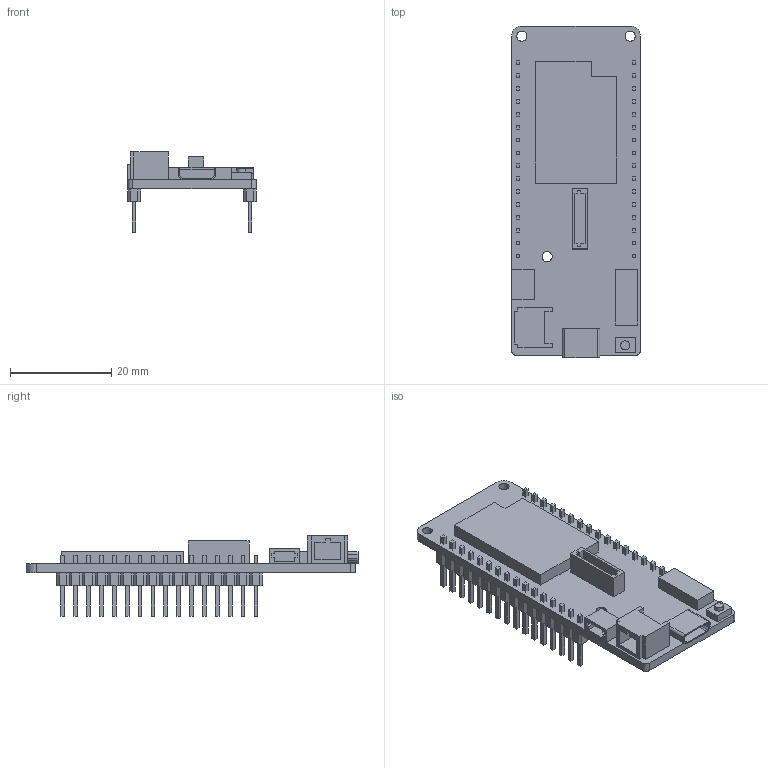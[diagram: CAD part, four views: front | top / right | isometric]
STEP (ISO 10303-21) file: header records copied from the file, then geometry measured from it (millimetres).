
FILE_DESCRIPTION(('FreeCAD Model'),'2;1');
FILE_NAME('wemos_lolin_d32_pro.step','2019-08-04T19:54:09',('Author') ,(''),'Open CASCADE STEP processor 7.3','FreeCAD','Unknown');
FILE_SCHEMA(('AUTOMOTIVE_DESIGN { 1 0 10303 214 1 1 1 1 }'));
Length unit declared in the file: millimetre
Products named in the file (11): Wemos_Lolin_D32_Pro; pcb; header-j1; header-j2; wrover; reset; usb; battery; i2c; tft; sd
Assembly tree (10 placements, depth 2):
  Wemos_Lolin_D32_Pro
    pcb
    header-j1
    header-j2
    wrover
    reset
    usb
    battery
    i2c
    tft
    sd
Bounding box: 25.4 x 65.5 x 15.84 mm (x, y, z)
Volume: 5026.6 mm3; surface area: 7670.5 mm2
Topology: 10 solids, 10 shells, 708 faces, 1734 edges, 1116 vertices
Faces by surface type: plane 688, cylinder 20
Full cylindrical faces by diameter (mm): 1.75 x1, 2 x3
Entity records: 20547 total; most frequent: CARTESIAN_POINT 3569, ORIENTED_EDGE 3468, DIRECTION 3212, EDGE_CURVE 1734, LINE 1694, VECTOR 1694, VERTEX_POINT 1116, FACE_BOUND 784
